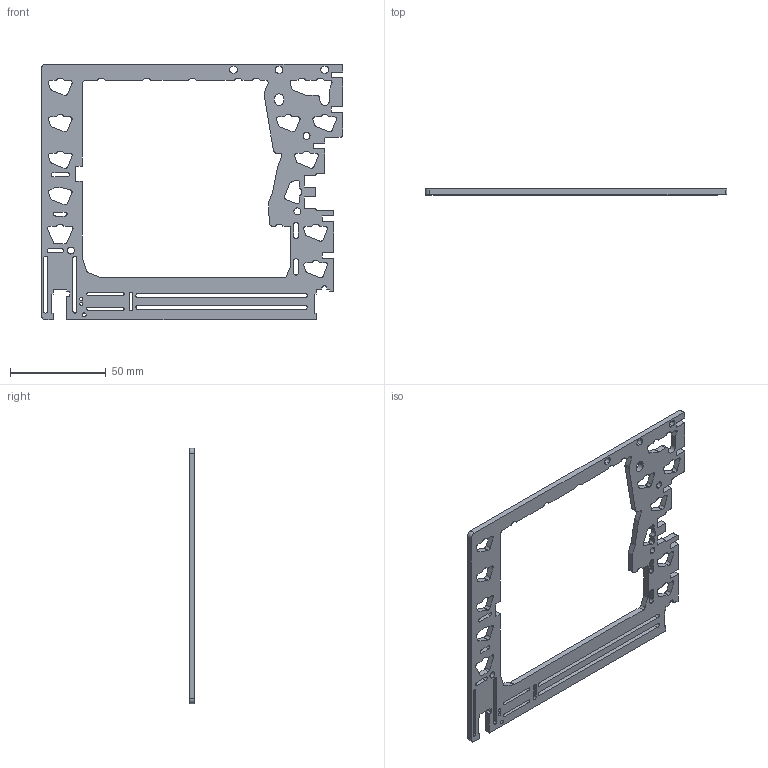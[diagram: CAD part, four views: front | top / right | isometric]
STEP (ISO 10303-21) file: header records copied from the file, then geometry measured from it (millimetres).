
FILE_DESCRIPTION (( 'STEP AP214' ), '1' );
FILE_NAME ('NB-101-0113_snap_left_acrylic_spacer.STEP', '2022-02-08T07:04:20', ( '' ), ( '' ), 'SwSTEP 2.0', 'SolidWorks 2020', '' );
FILE_SCHEMA (( 'AUTOMOTIVE_DESIGN' ));
Length unit declared in the file: millimetre
Products named in the file (1): NB-101-0113_snap_left_acrylic_spacer
Bounding box: 157.25 x 3 x 133 mm (x, y, z)
Volume: 22715.6 mm3; surface area: 22310.1 mm2
Topology: 1 solids, 1 shells, 349 faces, 1041 edges, 694 vertices
Faces by surface type: plane 191, cylinder 158
Entity records: 11965 total; most frequent: CARTESIAN_POINT 2085, ORIENTED_EDGE 2082, DIRECTION 2057, EDGE_CURVE 1041, LINE 725, VECTOR 725, VERTEX_POINT 694, AXIS2_PLACEMENT_3D 666
